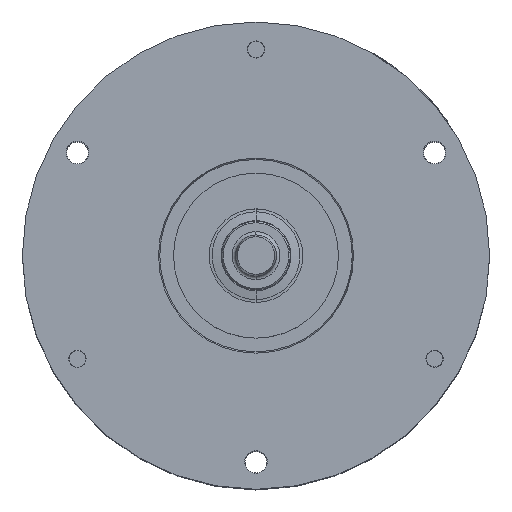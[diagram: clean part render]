
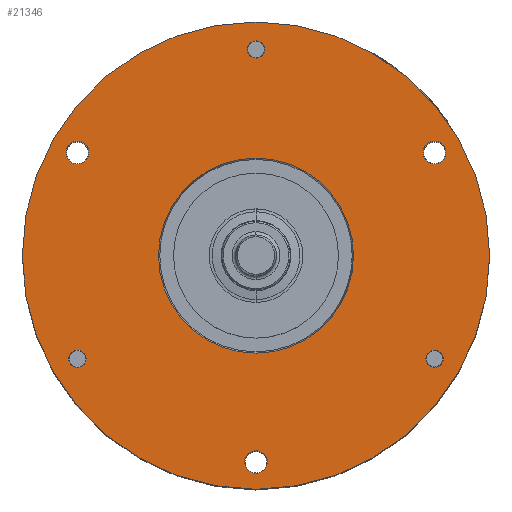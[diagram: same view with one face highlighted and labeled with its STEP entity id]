
A CAD part, top view. The second image highlights one B-rep face of the part: STEP entity #21346.
In plain terms, the highlighted planar face has unit normal (0, 0, 1).
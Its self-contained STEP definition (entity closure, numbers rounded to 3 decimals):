
#4109=CARTESIAN_POINT('',(0.,0.,25.));
#4110=DIRECTION('',(0.,0.,1.));
#4111=DIRECTION('',(1.,0.,0.));
#4112=AXIS2_PLACEMENT_3D('',#4109,#4110,#4111);
#4114=CARTESIAN_POINT('',(0.,0.,25.));
#4115=DIRECTION('',(0.,0.,1.));
#4116=DIRECTION('',(-1.,0.,0.));
#4117=AXIS2_PLACEMENT_3D('',#4114,#4115,#4116);
#4119=CARTESIAN_POINT('',(-25.981,-15.,25.));
#4120=DIRECTION('',(0.,0.,-1.));
#4121=DIRECTION('',(0.,1.,0.));
#4122=AXIS2_PLACEMENT_3D('',#4119,#4120,#4121);
#4124=CARTESIAN_POINT('',(-25.981,-15.,25.));
#4125=DIRECTION('',(0.,0.,-1.));
#4126=DIRECTION('',(0.,-1.,0.));
#4127=AXIS2_PLACEMENT_3D('',#4124,#4125,#4126);
#4129=CARTESIAN_POINT('',(0.,30.,25.));
#4130=DIRECTION('',(0.,0.,-1.));
#4131=DIRECTION('',(0.,1.,0.));
#4132=AXIS2_PLACEMENT_3D('',#4129,#4130,#4131);
#4134=CARTESIAN_POINT('',(0.,30.,25.));
#4135=DIRECTION('',(0.,0.,-1.));
#4136=DIRECTION('',(0.,-1.,0.));
#4137=AXIS2_PLACEMENT_3D('',#4134,#4135,#4136);
#4139=CARTESIAN_POINT('',(25.981,-15.,25.));
#4140=DIRECTION('',(0.,0.,-1.));
#4141=DIRECTION('',(0.,1.,0.));
#4142=AXIS2_PLACEMENT_3D('',#4139,#4140,#4141);
#4144=CARTESIAN_POINT('',(25.981,-15.,25.));
#4145=DIRECTION('',(0.,0.,-1.));
#4146=DIRECTION('',(0.,-1.,0.));
#4147=AXIS2_PLACEMENT_3D('',#4144,#4145,#4146);
#4149=CARTESIAN_POINT('',(25.981,15.,25.));
#4150=DIRECTION('',(0.,0.,1.));
#4151=DIRECTION('',(0.,-1.,0.));
#4152=AXIS2_PLACEMENT_3D('',#4149,#4150,#4151);
#4154=CARTESIAN_POINT('',(25.981,15.,25.));
#4155=DIRECTION('',(0.,0.,1.));
#4156=DIRECTION('',(0.,1.,0.));
#4157=AXIS2_PLACEMENT_3D('',#4154,#4155,#4156);
#4159=CARTESIAN_POINT('',(0.,-30.,25.));
#4160=DIRECTION('',(0.,0.,1.));
#4161=DIRECTION('',(0.,-1.,0.));
#4162=AXIS2_PLACEMENT_3D('',#4159,#4160,#4161);
#4164=CARTESIAN_POINT('',(0.,-30.,25.));
#4165=DIRECTION('',(0.,0.,1.));
#4166=DIRECTION('',(0.,1.,0.));
#4167=AXIS2_PLACEMENT_3D('',#4164,#4165,#4166);
#4169=CARTESIAN_POINT('',(-25.981,15.,25.));
#4170=DIRECTION('',(0.,0.,1.));
#4171=DIRECTION('',(0.,-1.,0.));
#4172=AXIS2_PLACEMENT_3D('',#4169,#4170,#4171);
#4174=CARTESIAN_POINT('',(-25.981,15.,25.));
#4175=DIRECTION('',(0.,0.,1.));
#4176=DIRECTION('',(0.,1.,0.));
#4177=AXIS2_PLACEMENT_3D('',#4174,#4175,#4176);
#4188=CARTESIAN_POINT('',(0.,0.,25.));
#4189=DIRECTION('',(0.,0.,-1.));
#4190=DIRECTION('',(-1.,0.,0.));
#4191=AXIS2_PLACEMENT_3D('',#4188,#4189,#4190);
#4217=CARTESIAN_POINT('',(0.,0.,25.));
#4218=DIRECTION('',(0.,0.,-1.));
#4219=DIRECTION('',(1.,0.,0.));
#4220=AXIS2_PLACEMENT_3D('',#4217,#4218,#4219);
#16794=CARTESIAN_POINT('',(34.,0.,25.));
#16795=CARTESIAN_POINT('',(-34.,0.,25.));
#16796=VERTEX_POINT('',#16794);
#16797=VERTEX_POINT('',#16795);
#16820=CARTESIAN_POINT('',(14.188,0.,25.));
#16821=CARTESIAN_POINT('',(-14.188,0.,25.));
#16822=VERTEX_POINT('',#16820);
#16823=VERTEX_POINT('',#16821);
#16950=CARTESIAN_POINT('',(-25.981,-13.75,25.));
#16951=CARTESIAN_POINT('',(-25.981,-16.25,25.));
#16952=VERTEX_POINT('',#16950);
#16953=VERTEX_POINT('',#16951);
#16954=CARTESIAN_POINT('',(0.,31.25,25.));
#16955=CARTESIAN_POINT('',(0.,28.75,25.));
#16956=VERTEX_POINT('',#16954);
#16957=VERTEX_POINT('',#16955);
#16958=CARTESIAN_POINT('',(25.981,-13.75,25.));
#16959=CARTESIAN_POINT('',(25.981,-16.25,25.));
#16960=VERTEX_POINT('',#16958);
#16961=VERTEX_POINT('',#16959);
#16974=CARTESIAN_POINT('',(25.981,13.35,25.));
#16975=CARTESIAN_POINT('',(25.981,16.65,25.));
#16976=VERTEX_POINT('',#16974);
#16977=VERTEX_POINT('',#16975);
#16986=CARTESIAN_POINT('',(0.,-31.65,25.));
#16987=CARTESIAN_POINT('',(0.,-28.35,25.));
#16988=VERTEX_POINT('',#16986);
#16989=VERTEX_POINT('',#16987);
#16998=CARTESIAN_POINT('',(-25.981,13.35,25.));
#16999=CARTESIAN_POINT('',(-25.981,16.65,25.));
#17000=VERTEX_POINT('',#16998);
#17001=VERTEX_POINT('',#16999);
#21295=CARTESIAN_POINT('',(0.,0.,25.));
#21296=DIRECTION('',(0.,0.,1.));
#21297=DIRECTION('',(1.,0.,0.));
#21298=AXIS2_PLACEMENT_3D('',#21295,#21296,#21297);
#21299=PLANE('',#21298);
#21300=ORIENTED_EDGE('',*,*,#21275,.F.);
#21301=ORIENTED_EDGE('',*,*,#21289,.F.);
#21302=EDGE_LOOP('',(#21300,#21301));
#21303=FACE_OUTER_BOUND('',#21302,.F.);
#21305=ORIENTED_EDGE('',*,*,#21304,.F.);
#21307=ORIENTED_EDGE('',*,*,#21306,.F.);
#21308=EDGE_LOOP('',(#21305,#21307));
#21309=FACE_BOUND('',#21308,.F.);
#21311=ORIENTED_EDGE('',*,*,#21310,.F.);
#21313=ORIENTED_EDGE('',*,*,#21312,.F.);
#21314=EDGE_LOOP('',(#21311,#21313));
#21315=FACE_BOUND('',#21314,.F.);
#21317=ORIENTED_EDGE('',*,*,#21316,.F.);
#21319=ORIENTED_EDGE('',*,*,#21318,.F.);
#21320=EDGE_LOOP('',(#21317,#21319));
#21321=FACE_BOUND('',#21320,.F.);
#21323=ORIENTED_EDGE('',*,*,#21322,.F.);
#21325=ORIENTED_EDGE('',*,*,#21324,.F.);
#21326=EDGE_LOOP('',(#21323,#21325));
#21327=FACE_BOUND('',#21326,.F.);
#21329=ORIENTED_EDGE('',*,*,#21328,.T.);
#21331=ORIENTED_EDGE('',*,*,#21330,.T.);
#21332=EDGE_LOOP('',(#21329,#21331));
#21333=FACE_BOUND('',#21332,.F.);
#21335=ORIENTED_EDGE('',*,*,#21334,.T.);
#21337=ORIENTED_EDGE('',*,*,#21336,.T.);
#21338=EDGE_LOOP('',(#21335,#21337));
#21339=FACE_BOUND('',#21338,.F.);
#21341=ORIENTED_EDGE('',*,*,#21340,.T.);
#21343=ORIENTED_EDGE('',*,*,#21342,.T.);
#21344=EDGE_LOOP('',(#21341,#21343));
#21345=FACE_BOUND('',#21344,.F.);
#4113=CIRCLE('',#4112,34.);
#4118=CIRCLE('',#4117,34.);
#4123=CIRCLE('',#4122,1.25);
#4128=CIRCLE('',#4127,1.25);
#4133=CIRCLE('',#4132,1.25);
#4138=CIRCLE('',#4137,1.25);
#4143=CIRCLE('',#4142,1.25);
#4148=CIRCLE('',#4147,1.25);
#4153=CIRCLE('',#4152,1.65);
#4158=CIRCLE('',#4157,1.65);
#4163=CIRCLE('',#4162,1.65);
#4168=CIRCLE('',#4167,1.65);
#4173=CIRCLE('',#4172,1.65);
#4178=CIRCLE('',#4177,1.65);
#4192=CIRCLE('',#4191,14.188);
#4221=CIRCLE('',#4220,14.188);
#21275=EDGE_CURVE('',#16796,#16797,#4113,.T.);
#21289=EDGE_CURVE('',#16797,#16796,#4118,.T.);
#21304=EDGE_CURVE('',#16823,#16822,#4192,.T.);
#21306=EDGE_CURVE('',#16822,#16823,#4221,.T.);
#21310=EDGE_CURVE('',#16952,#16953,#4123,.T.);
#21312=EDGE_CURVE('',#16953,#16952,#4128,.T.);
#21316=EDGE_CURVE('',#16956,#16957,#4133,.T.);
#21318=EDGE_CURVE('',#16957,#16956,#4138,.T.);
#21322=EDGE_CURVE('',#16960,#16961,#4143,.T.);
#21324=EDGE_CURVE('',#16961,#16960,#4148,.T.);
#21328=EDGE_CURVE('',#16976,#16977,#4153,.T.);
#21330=EDGE_CURVE('',#16977,#16976,#4158,.T.);
#21334=EDGE_CURVE('',#16988,#16989,#4163,.T.);
#21336=EDGE_CURVE('',#16989,#16988,#4168,.T.);
#21340=EDGE_CURVE('',#17000,#17001,#4173,.T.);
#21342=EDGE_CURVE('',#17001,#17000,#4178,.T.);
#21346=ADVANCED_FACE('',(#21303,#21309,#21315,#21321,#21327,#21333,#21339,
#21345),#21299,.T.);
